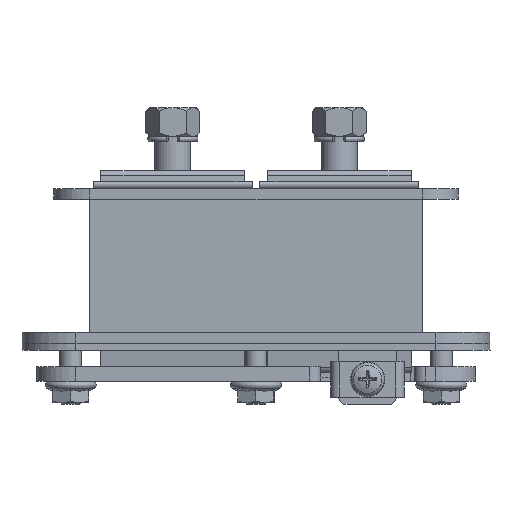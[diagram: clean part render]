
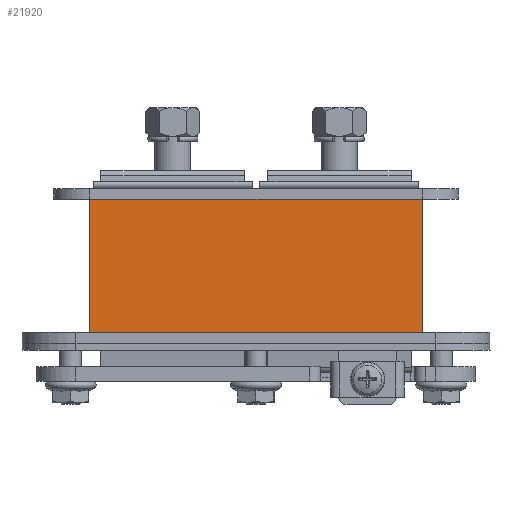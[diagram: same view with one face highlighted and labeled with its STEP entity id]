
A CAD part, front view. The second image highlights one B-rep face of the part: STEP entity #21920.
In plain terms, the highlighted planar face has unit normal (0, -1, 0).
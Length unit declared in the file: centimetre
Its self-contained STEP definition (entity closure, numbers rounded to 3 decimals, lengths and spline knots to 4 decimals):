
#3680=FACE_OUTER_BOUND('',#5035,.T.);
#5035=EDGE_LOOP('',(#19598,#19599,#19600,#19601));
#6666=LINE('',#37257,#8403);
#6769=LINE('',#37802,#8506);
#6770=LINE('',#37803,#8507);
#6771=LINE('',#37804,#8508);
#8403=VECTOR('',#29771,1.);
#8506=VECTOR('',#30180,1.);
#8507=VECTOR('',#30181,1.);
#8508=VECTOR('',#30182,1.);
#10324=VERTEX_POINT('',#37253);
#10326=VERTEX_POINT('',#37256);
#10414=VERTEX_POINT('',#37800);
#10415=VERTEX_POINT('',#37801);
#13315=EDGE_CURVE('',#10326,#10324,#6666,.T.);
#13488=EDGE_CURVE('',#10414,#10415,#6769,.T.);
#13489=EDGE_CURVE('',#10414,#10326,#6770,.T.);
#13490=EDGE_CURVE('',#10415,#10324,#6771,.T.);
#19598=ORIENTED_EDGE('',*,*,#13488,.F.);
#19599=ORIENTED_EDGE('',*,*,#13489,.T.);
#19600=ORIENTED_EDGE('',*,*,#13315,.T.);
#19601=ORIENTED_EDGE('',*,*,#13490,.F.);
#20678=PLANE('',#24123);
#21920=ADVANCED_FACE('',(#3680),#20678,.T.);
#24123=AXIS2_PLACEMENT_3D('',#37799,#30178,#30179);
#29771=DIRECTION('',(-1.,0.,0.));
#30178=DIRECTION('center_axis',(0.,-1.,0.));
#30179=DIRECTION('ref_axis',(0.,0.,
-1.));
#30180=DIRECTION('',(-1.,0.,0.));
#30181=DIRECTION('',(0.,0.,1.));
#30182=DIRECTION('',(0.,0.,1.));
#37253=CARTESIAN_POINT('',(-4.62,-10.,0.));
#37256=CARTESIAN_POINT('',(4.62,-10.,0.));
#37257=CARTESIAN_POINT('',(-4.62,-10.,0.));
#37799=CARTESIAN_POINT('Origin',(4.62,-10.,-4.));
#37800=CARTESIAN_POINT('',(4.62,-10.,-3.7));
#37801=CARTESIAN_POINT('',(-4.62,-10.,-3.7));
#37802=CARTESIAN_POINT('',(2.31,-10.,-3.7));
#37803=CARTESIAN_POINT('',(4.62,-10.,-4.));
#37804=CARTESIAN_POINT('',(-4.62,-10.,-4.));
